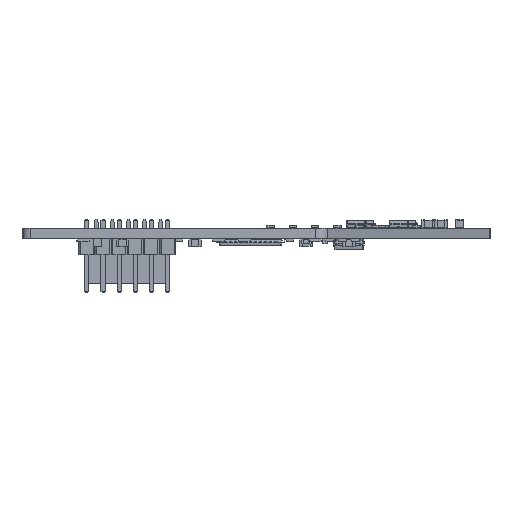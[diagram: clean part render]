
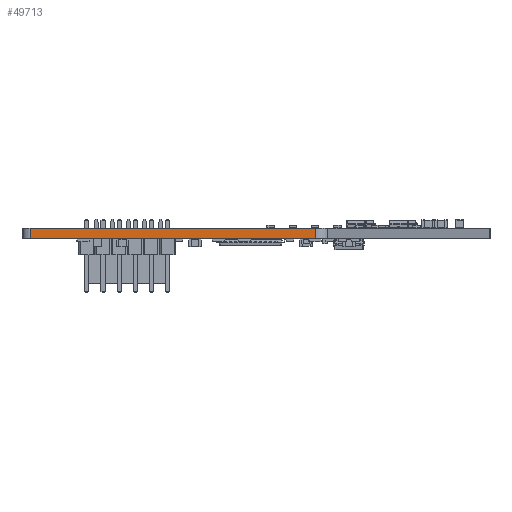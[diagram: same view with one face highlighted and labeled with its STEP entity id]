
A CAD part, left-side view. The second image highlights one B-rep face of the part: STEP entity #49713.
In plain terms, the highlighted planar face has unit normal (-1, 0, 0).
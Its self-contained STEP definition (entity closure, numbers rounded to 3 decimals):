
#46754 = VERTEX_POINT('',#46755);
#46755 = CARTESIAN_POINT('',(84.851,-96.161,0.));
#46762 = EDGE_CURVE('',#46763,#46754,#46765,.T.);
#46763 = VERTEX_POINT('',#46764);
#46764 = CARTESIAN_POINT('',(84.857,-141.042,0.));
#46765 = LINE('',#46766,#46767);
#46766 = CARTESIAN_POINT('',(84.857,-141.042,0.));
#46767 = VECTOR('',#46768,1.);
#46768 = DIRECTION('',(0.,1.,0.));
#48220 = VERTEX_POINT('',#48221);
#48221 = CARTESIAN_POINT('',(84.851,-96.161,1.6));
#48228 = EDGE_CURVE('',#48229,#48220,#48231,.T.);
#48229 = VERTEX_POINT('',#48230);
#48230 = CARTESIAN_POINT('',(84.857,-141.042,1.6));
#48231 = LINE('',#48232,#48233);
#48232 = CARTESIAN_POINT('',(84.857,-141.042,1.6));
#48233 = VECTOR('',#48234,1.);
#48234 = DIRECTION('',(0.,1.,0.));
#49683 = EDGE_CURVE('',#46754,#48220,#49684,.T.);
#49684 = LINE('',#49685,#49686);
#49685 = CARTESIAN_POINT('',(84.851,-96.161,0.));
#49686 = VECTOR('',#49687,1.);
#49687 = DIRECTION('',(0.,0.,1.));
#49713 = ADVANCED_FACE('',(#49714),#49725,.T.);
#49714 = FACE_BOUND('',#49715,.T.);
#49715 = EDGE_LOOP('',(#49716,#49722,#49723,#49724));
#49716 = ORIENTED_EDGE('',*,*,#49717,.T.);
#49717 = EDGE_CURVE('',#46763,#48229,#49718,.T.);
#49718 = LINE('',#49719,#49720);
#49719 = CARTESIAN_POINT('',(84.857,-141.042,0.));
#49720 = VECTOR('',#49721,1.);
#49721 = DIRECTION('',(0.,0.,1.));
#49722 = ORIENTED_EDGE('',*,*,#48228,.T.);
#49723 = ORIENTED_EDGE('',*,*,#49683,.F.);
#49724 = ORIENTED_EDGE('',*,*,#46762,.F.);
#49725 = PLANE('',#49726);
#49726 = AXIS2_PLACEMENT_3D('',#49727,#49728,#49729);
#49727 = CARTESIAN_POINT('',(84.857,-141.042,0.));
#49728 = DIRECTION('',(-1.,0.,0.));
#49729 = DIRECTION('',(0.,1.,0.));
